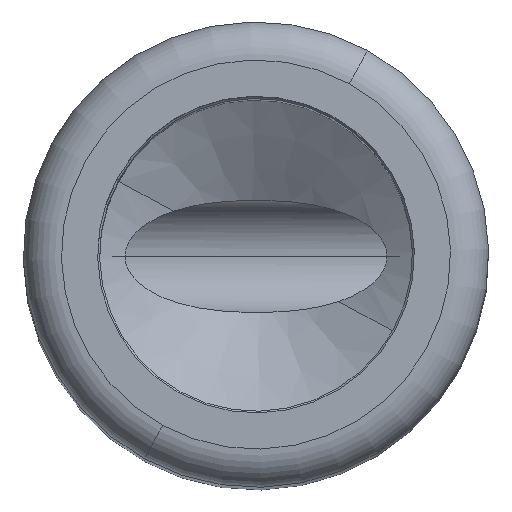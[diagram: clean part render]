
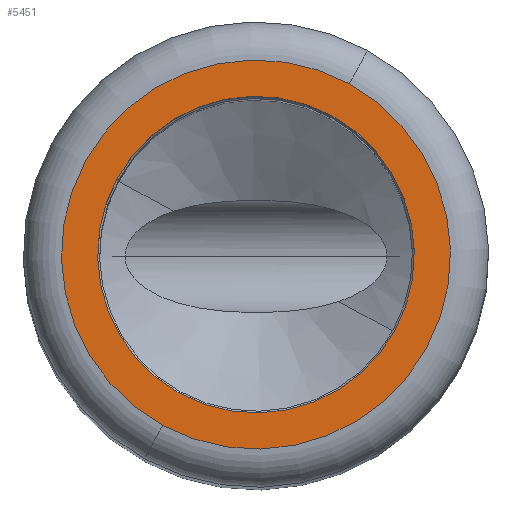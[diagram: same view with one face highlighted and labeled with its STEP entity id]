
A CAD part, top view. The second image highlights one B-rep face of the part: STEP entity #5451.
In plain terms, the highlighted planar face has unit normal (0, 0, 1).
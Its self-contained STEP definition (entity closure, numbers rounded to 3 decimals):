
#5283=AXIS2_PLACEMENT_3D('Circle Axis2P3D',#5281,#5282,$) ;
#5309=AXIS2_PLACEMENT_3D('Circle Axis2P3D',#5307,#5308,$) ;
#5354=AXIS2_PLACEMENT_3D('Circle Axis2P3D',#5352,#5353,$) ;
#5371=AXIS2_PLACEMENT_3D('Circle Axis2P3D',#5369,#5370,$) ;
#5441=AXIS2_PLACEMENT_3D('Plane Axis2P3D',#5438,#5439,#5440) ;
#5278=CARTESIAN_POINT('Vertex',(2.055,1.229,26.6)) ;
#5281=CARTESIAN_POINT('Axis2P3D Location',(3.05,3.05,26.6)) ;
#5285=CARTESIAN_POINT('Vertex',(4.045,4.871,26.6)) ;
#5307=CARTESIAN_POINT('Axis2P3D Location',(3.05,3.05,26.6)) ;
#5333=CARTESIAN_POINT('Vertex',(1.827,0.812,26.6)) ;
#5349=CARTESIAN_POINT('Vertex',(4.273,5.288,26.6)) ;
#5352=CARTESIAN_POINT('Axis2P3D Location',(3.05,3.05,26.6)) ;
#5369=CARTESIAN_POINT('Axis2P3D Location',(3.05,3.05,26.6)) ;
#5438=CARTESIAN_POINT('Axis2P3D Location',(3.05,5.6,26.6)) ;
#5282=DIRECTION('Axis2P3D Direction',(0.,0.,-1.)) ;
#5308=DIRECTION('Axis2P3D Direction',(0.,0.,-1.)) ;
#5353=DIRECTION('Axis2P3D Direction',(0.,0.,-1.)) ;
#5370=DIRECTION('Axis2P3D Direction',(0.,0.,-1.)) ;
#5439=DIRECTION('Axis2P3D Direction',(0.,0.,-1.)) ;
#5440=DIRECTION('Axis2P3D XDirection',(-1.,0.,0.)) ;
#5444=ORIENTED_EDGE('',*,*,#5356,.F.) ;
#5445=ORIENTED_EDGE('',*,*,#5373,.F.) ;
#5448=ORIENTED_EDGE('',*,*,#5311,.T.) ;
#5449=ORIENTED_EDGE('',*,*,#5287,.T.) ;
#5450=FACE_BOUND('',#5447,.T.) ;
#5451=ADVANCED_FACE('IH STB/21.6 WTL6/1.1\\Isolierh\X2\00FC\X0\lse',(#5446,#5450),#5442,.F.) ;
#5284=CIRCLE('generated circle',#5283,2.075) ;
#5310=CIRCLE('generated circle',#5309,2.075) ;
#5355=CIRCLE('generated circle',#5354,2.55) ;
#5372=CIRCLE('generated circle',#5371,2.55) ;
#5287=EDGE_CURVE('',#5286,#5279,#5284,.T.) ;
#5311=EDGE_CURVE('',#5279,#5286,#5310,.T.) ;
#5356=EDGE_CURVE('',#5350,#5334,#5355,.T.) ;
#5373=EDGE_CURVE('',#5334,#5350,#5372,.T.) ;
#5443=EDGE_LOOP('',(#5444,#5445)) ;
#5447=EDGE_LOOP('',(#5448,#5449)) ;
#5446=FACE_OUTER_BOUND('',#5443,.T.) ;
#5442=PLANE('',#5441) ;
#5279=VERTEX_POINT('',#5278) ;
#5286=VERTEX_POINT('',#5285) ;
#5334=VERTEX_POINT('',#5333) ;
#5350=VERTEX_POINT('',#5349) ;
